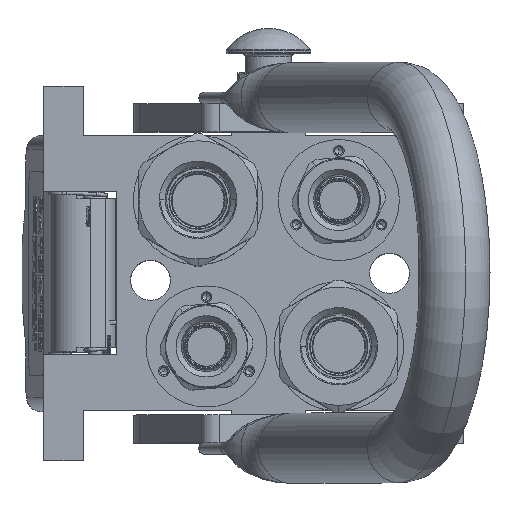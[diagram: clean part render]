
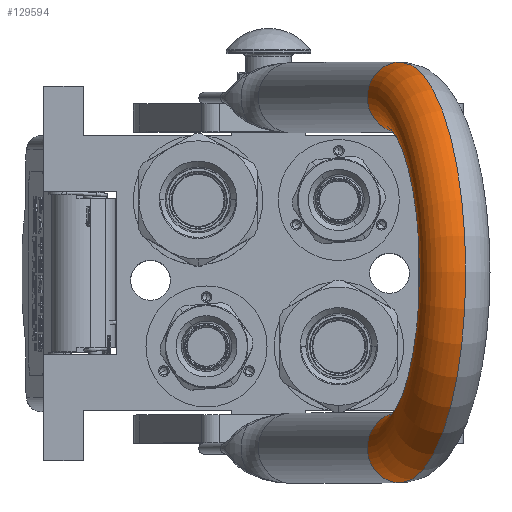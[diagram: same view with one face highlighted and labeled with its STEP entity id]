
A CAD part, top view. The second image highlights one B-rep face of the part: STEP entity #129594.
In plain terms, the highlighted toroidal (fillet/blend) face has major radius 62.25 mm and minor radius 12.5 mm.
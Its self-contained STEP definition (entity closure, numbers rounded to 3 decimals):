
#1050 = CIRCLE ( 'NONE', #24792, 49.75 ) ;
#2394 = ORIENTED_EDGE ( 'NONE', *, *, #15538, .T. ) ;
#2723 = VERTEX_POINT ( 'NONE', #66698 ) ;
#5213 = FACE_OUTER_BOUND ( 'NONE', #47285, .T. ) ;
#15538 = EDGE_CURVE ( 'NONE', #108610, #108088, #112241, .T. ) ;
#18091 = ORIENTED_EDGE ( 'NONE', *, *, #119344, .F. ) ;
#19535 = CARTESIAN_POINT ( 'NONE',  ( 0., 0., 125.25 ) ) ;
#22166 = AXIS2_PLACEMENT_3D ( 'NONE', #98469, #45112, #87360 ) ;
#24792 = AXIS2_PLACEMENT_3D ( 'NONE', #121489, #133556, #79674 ) ;
#30301 = CARTESIAN_POINT ( 'NONE',  ( -74.75, 0., 125.25 ) ) ;
#31239 = EDGE_CURVE ( 'NONE', #108610, #2723, #67739, .T. ) ;
#34918 = DIRECTION ( 'NONE',  ( 0., 1., 0. ) ) ;
#39442 = CARTESIAN_POINT ( 'NONE',  ( 62.25, 0., 125.25 ) ) ;
#45112 = DIRECTION ( 'NONE',  ( 0., 0., 1. ) ) ;
#47285 = EDGE_LOOP ( 'NONE', ( #91182, #18091, #98121, #2394 ) ) ;
#62100 = EDGE_CURVE ( 'NONE', #108088, #84687, #1050, .T. ) ;
#66698 = CARTESIAN_POINT ( 'NONE',  ( 74.75, 0., 125.25 ) ) ;
#67739 = CIRCLE ( 'NONE', #118705, 74.75 ) ;
#74490 = CARTESIAN_POINT ( 'NONE',  ( -49.75, 0., 125.25 ) ) ;
#79674 = DIRECTION ( 'NONE',  ( -1., 0., 0. ) ) ;
#84687 = VERTEX_POINT ( 'NONE', #96761 ) ;
#87360 = DIRECTION ( 'NONE',  ( -1., 0., 0. ) ) ;
#91182 = ORIENTED_EDGE ( 'NONE', *, *, #62100, .T. ) ;
#96761 = CARTESIAN_POINT ( 'NONE',  ( 49.75, 0., 125.25 ) ) ;
#98121 = ORIENTED_EDGE ( 'NONE', *, *, #31239, .F. ) ;
#98469 = CARTESIAN_POINT ( 'NONE',  ( -62.25, 0., 125.25 ) ) ;
#104344 = DIRECTION ( 'NONE',  ( 0., 1., 0. ) ) ;
#106382 = TOROIDAL_SURFACE ( 'NONE', #113343, 62.25, 12.5 ) ;
#108088 = VERTEX_POINT ( 'NONE', #74490 ) ;
#108610 = VERTEX_POINT ( 'NONE', #30301 ) ;
#112241 = CIRCLE ( 'NONE', #22166, 12.5 ) ;
#112575 = AXIS2_PLACEMENT_3D ( 'NONE', #39442, #124861, #113675 ) ;
#112847 = CIRCLE ( 'NONE', #112575, 12.5 ) ;
#113343 = AXIS2_PLACEMENT_3D ( 'NONE', #121277, #34918, #119866 ) ;
#113675 = DIRECTION ( 'NONE',  ( 1., 0., 0. ) ) ;
#118705 = AXIS2_PLACEMENT_3D ( 'NONE', #19535, #104344, #124879 ) ;
#119344 = EDGE_CURVE ( 'NONE', #2723, #84687, #112847, .T. ) ;
#119866 = DIRECTION ( 'NONE',  ( 1., 0., 0. ) ) ;
#121277 = CARTESIAN_POINT ( 'NONE',  ( 0., 0., 125.25 ) ) ;
#121489 = CARTESIAN_POINT ( 'NONE',  ( 0., 0., 125.25 ) ) ;
#124861 = DIRECTION ( 'NONE',  ( 0., 0., -1. ) ) ;
#124879 = DIRECTION ( 'NONE',  ( -1., 0., 0. ) ) ;
#129594 = ADVANCED_FACE ( 'NONE', ( #5213 ), #106382, .T. ) ;
#133556 = DIRECTION ( 'NONE',  ( 0., 1., 0. ) ) ;
